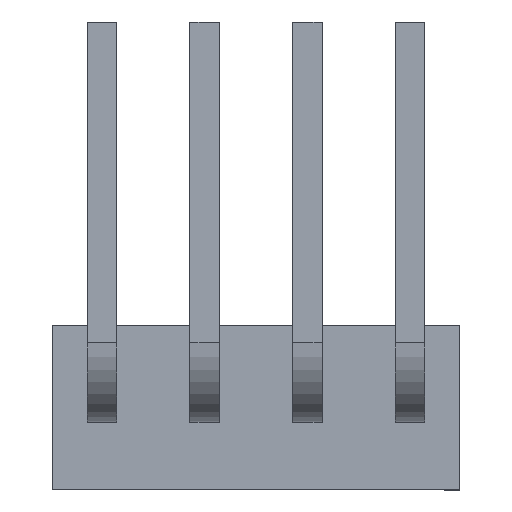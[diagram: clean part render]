
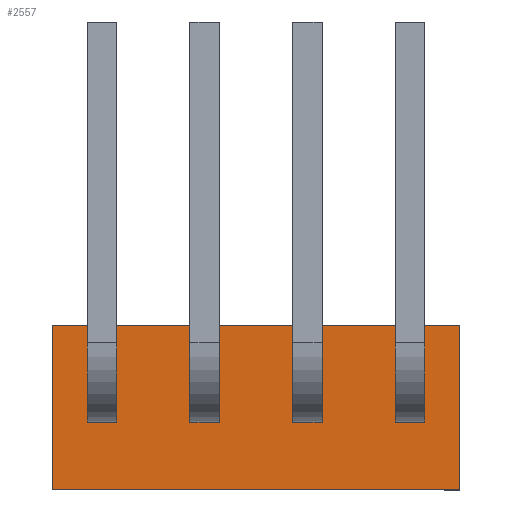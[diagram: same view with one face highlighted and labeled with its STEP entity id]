
A CAD part, top view. The second image highlights one B-rep face of the part: STEP entity #2557.
In plain terms, the highlighted planar face has unit normal (0, 0, 1).
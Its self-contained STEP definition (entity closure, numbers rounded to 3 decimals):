
#1237=CARTESIAN_POINT('',(7.849,-3.175,3.302));
#1238=VERTEX_POINT('',#1237);
#1245=CARTESIAN_POINT('',(-7.849,-3.175,3.302));
#1246=VERTEX_POINT('',#1245);
#1247=CARTESIAN_POINT('',(-7.849,-3.175,3.302));
#1248=DIRECTION('',(1.0,0.0,0.0));
#1249=VECTOR('',#1248,15.697);
#1250=LINE('',#1247,#1249);
#1251=EDGE_CURVE('',#1246,#1238,#1250,.T.);
#2197=CARTESIAN_POINT('',(-7.849,3.175,3.302));
#2198=VERTEX_POINT('',#2197);
#2199=CARTESIAN_POINT('',(-7.849,-3.175,3.302));
#2200=DIRECTION('',(0.0,1.0,0.0));
#2201=VECTOR('',#2200,6.35);
#2202=LINE('',#2199,#2201);
#2203=EDGE_CURVE('',#1246,#2198,#2202,.T.);
#2267=CARTESIAN_POINT('',(7.849,3.175,3.302));
#2268=VERTEX_POINT('',#2267);
#2269=CARTESIAN_POINT('',(-7.849,3.175,3.302));
#2270=DIRECTION('',(1.0,0.0,0.0));
#2271=VECTOR('',#2270,15.697);
#2272=LINE('',#2269,#2271);
#2273=EDGE_CURVE('',#2198,#2268,#2272,.T.);
#2293=CARTESIAN_POINT('',(7.849,-3.175,3.302));
#2294=DIRECTION('',(0.0,1.0,0.0));
#2295=VECTOR('',#2294,6.35);
#2296=LINE('',#2293,#2295);
#2297=EDGE_CURVE('',#1238,#2268,#2296,.T.);
#2546=CARTESIAN_POINT('',(-8.633,-3.492,3.302));
#2547=DIRECTION('',(0.0,0.0,1.0));
#2548=DIRECTION('',(0.0,1.0,0.0));
#2549=AXIS2_PLACEMENT_3D('',#2546,#2547,#2548);
#2550=PLANE('',#2549);
#2551=ORIENTED_EDGE('',*,*,#2297,.T.);
#2552=ORIENTED_EDGE('',*,*,#2273,.F.);
#2553=ORIENTED_EDGE('',*,*,#2203,.F.);
#2554=ORIENTED_EDGE('',*,*,#1251,.T.);
#2555=EDGE_LOOP('',(#2551,#2552,#2553,#2554));
#2556=FACE_OUTER_BOUND('',#2555,.T.);
#2557=ADVANCED_FACE('',(#2556),#2550,.T.);
